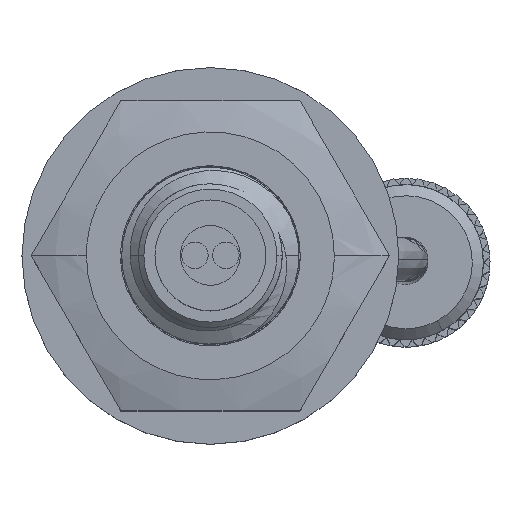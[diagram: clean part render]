
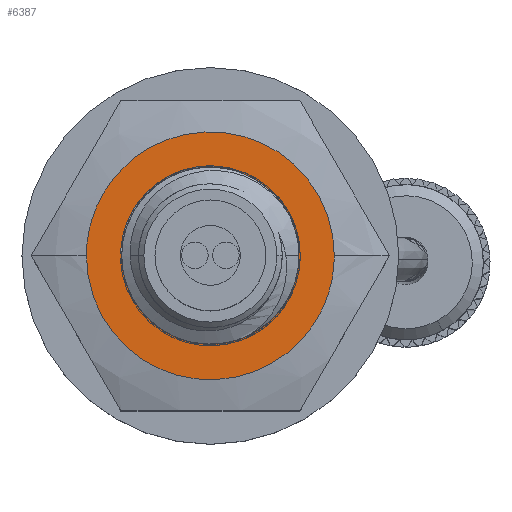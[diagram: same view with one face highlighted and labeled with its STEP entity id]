
A CAD part, top view. The second image highlights one B-rep face of the part: STEP entity #6387.
In plain terms, the highlighted planar face has unit normal (0, 0, 1).
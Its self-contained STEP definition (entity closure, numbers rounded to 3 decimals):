
#78 = ORIENTED_EDGE ( 'NONE', *, *, #2112, .T. ) ;
#212 = CARTESIAN_POINT ( 'NONE',  ( -0.421, 2.003, 1.8 ) ) ;
#282 = EDGE_CURVE ( 'NONE', #28046, #3064, #26623, .T. ) ;
#528 = CARTESIAN_POINT ( 'NONE',  ( 1.195, 1.525, 1.8 ) ) ;
#1033 = CARTESIAN_POINT ( 'NONE',  ( 1.543, 1.021, 1.8 ) ) ;
#1125 = CARTESIAN_POINT ( 'NONE',  ( -1.924, -0.468, 1.8 ) ) ;
#1700 = EDGE_CURVE ( 'NONE', #3064, #6487, #26080, .T. ) ;
#2112 = EDGE_CURVE ( 'NONE', #16269, #8725, #19915, .T. ) ;
#2257 = DIRECTION ( 'NONE',  ( 0., 0., -1. ) ) ;
#2477 = CARTESIAN_POINT ( 'NONE',  ( -0.916, 1.815, 1.8 ) ) ;
#2689 = DIRECTION ( 'NONE',  ( 1., 0., 0. ) ) ;
#2809 = CARTESIAN_POINT ( 'NONE',  ( 1.543, 1.021, 1.8 ) ) ;
#2821 = CARTESIAN_POINT ( 'NONE',  ( 2.796, 0., 1.8 ) ) ;
#3064 = VERTEX_POINT ( 'NONE', #7613 ) ;
#3405 = CARTESIAN_POINT ( 'NONE',  ( -2.021, -0.028, 1.8 ) ) ;
#3742 = CARTESIAN_POINT ( 'NONE',  ( -1.205, -1.404, 1.8 ) ) ;
#3844 = CARTESIAN_POINT ( 'NONE',  ( 0., 0., 1.8 ) ) ;
#3951 = ORIENTED_EDGE ( 'NONE', *, *, #21930, .T. ) ;
#4300 = CARTESIAN_POINT ( 'NONE',  ( -2.796, 0., 1.8 ) ) ;
#4770 = CARTESIAN_POINT ( 'NONE',  ( -1.251, 1.602, 1.8 ) ) ;
#4799 = CARTESIAN_POINT ( 'NONE',  ( -2.025, 0.123, 1.8 ) ) ;
#4879 = CARTESIAN_POINT ( 'NONE',  ( -2.009, 0.389, 1.8 ) ) ;
#4893 = CARTESIAN_POINT ( 'NONE',  ( -2.83, -2.83, 1.8 ) ) ;
#5007 = CARTESIAN_POINT ( 'NONE',  ( 0.26, 2.003, 1.8 ) ) ;
#5559 = ORIENTED_EDGE ( 'NONE', *, *, #7425, .T. ) ;
#6132 = DIRECTION ( 'NONE',  ( 1., 0., 0. ) ) ;
#6387 = ADVANCED_FACE ( 'NONE', ( #19170, #25174 ), #25368, .T. ) ;
#6487 = VERTEX_POINT ( 'NONE', #1033 ) ;
#7067 = CARTESIAN_POINT ( 'NONE',  ( -1.538, 1.33, 1.8 ) ) ;
#7425 = EDGE_CURVE ( 'NONE', #6487, #28047, #12004, .T. ) ;
#7613 = CARTESIAN_POINT ( 'NONE',  ( 0.109, 2.026, 1.8 ) ) ;
#8015 = CARTESIAN_POINT ( 'NONE',  ( -2.796, -5.593, 1.8 ) ) ;
#8725 = VERTEX_POINT ( 'NONE', #10749 ) ;
#8800 = ORIENTED_EDGE ( 'NONE', *, *, #282, .T. ) ;
#9366 = CARTESIAN_POINT ( 'NONE',  ( -1.767, 1.005, 1.8 ) ) ;
#10132 = B_SPLINE_CURVE_WITH_KNOTS ( 'NONE', 3,
 ( #23805, #10199, #26070, #12500, #28357, #14751, #1125, #17061, #3405, #19336 ),
 .UNSPECIFIED., .F., .F.,
 ( 4, 2, 2, 2, 4 ),
 ( 0., 0., 0.001, 0.001, 0.002 ),
 .UNSPECIFIED. ) ;
#10199 = CARTESIAN_POINT ( 'NONE',  ( -1.329, -1.318, 1.8 ) ) ;
#10330 = CARTESIAN_POINT ( 'NONE',  ( 2.796, -5.593, 1.8 ) ) ;
#10749 = CARTESIAN_POINT ( 'NONE',  ( -2.796, 0., 1.8 ) ) ;
#11580 = CARTESIAN_POINT ( 'NONE',  ( 0.109, 2.026, 1.8 ) ) ;
#11901 = CARTESIAN_POINT ( 'NONE',  ( 0.405, 1.963, 1.8 ) ) ;
#12004 = CIRCLE ( 'NONE', #16367, 1.85 ) ;
#12148 = AXIS2_PLACEMENT_3D ( 'NONE', #3844, #19759, #6132 ) ;
#12500 = CARTESIAN_POINT ( 'NONE',  ( -1.64, -0.996, 1.8 ) ) ;
#12519 = CARTESIAN_POINT ( 'NONE',  ( -2.796, 0., 1.8 ) ) ;
#13366 = CARTESIAN_POINT ( 'NONE',  ( 2.796, 5.593, 1.8 ) ) ;
#13864 = CARTESIAN_POINT ( 'NONE',  ( -0.158, 2.04, 1.8 ) ) ;
#14189 = CARTESIAN_POINT ( 'NONE',  ( 0.822, 1.78, 1.8 ) ) ;
#14751 = CARTESIAN_POINT ( 'NONE',  ( -1.868, -0.608, 1.8 ) ) ;
#15025 = EDGE_LOOP ( 'NONE', ( #78, #26789 ) ) ;
#15195 = EDGE_CURVE ( 'NONE', #8725, #16269, #22109, .T. ) ;
#15645 = CARTESIAN_POINT ( 'NONE',  ( 2.796, 0., 1.8 ) ) ;
#15909 = CARTESIAN_POINT ( 'NONE',  ( 0., 0., 1.8 ) ) ;
#16130 = CARTESIAN_POINT ( 'NONE',  ( -0.797, 1.87, 1.8 ) ) ;
#16262 = CARTESIAN_POINT ( 'NONE',  ( 1.85, 0., 1.8 ) ) ;
#16269 = VERTEX_POINT ( 'NONE', #2821 ) ;
#16351 = DIRECTION ( 'NONE',  ( 0., 0., 1. ) ) ;
#16367 = AXIS2_PLACEMENT_3D ( 'NONE', #15909, #2257, #18207 ) ;
#16435 = AXIS2_PLACEMENT_3D ( 'NONE', #4893, #16351, #2689 ) ;
#16458 = CARTESIAN_POINT ( 'NONE',  ( 1.402, 1.293, 1.8 ) ) ;
#16869 = EDGE_CURVE ( 'NONE', #21998, #28046, #10132, .T. ) ;
#17061 = CARTESIAN_POINT ( 'NONE',  ( -2.001, -0.176, 1.8 ) ) ;
#17429 = CIRCLE ( 'NONE', #12148, 1.85 ) ;
#17938 = CARTESIAN_POINT ( 'NONE',  ( -2.796, 5.593, 1.8 ) ) ;
#18207 = DIRECTION ( 'NONE',  ( 1., 0., 0. ) ) ;
#18420 = CARTESIAN_POINT ( 'NONE',  ( -1.143, 1.681, 1.8 ) ) ;
#18528 = ORIENTED_EDGE ( 'NONE', *, *, #16869, .T. ) ;
#19170 = FACE_BOUND ( 'NONE', #19586, .T. ) ;
#19336 = CARTESIAN_POINT ( 'NONE',  ( -2.025, 0.123, 1.8 ) ) ;
#19586 = EDGE_LOOP ( 'NONE', ( #8800, #27284, #5559, #3951, #18528 ) ) ;
#19759 = DIRECTION ( 'NONE',  ( 0., 0., -1. ) ) ;
#19915 =( BOUNDED_CURVE ( )  B_SPLINE_CURVE ( 3, ( #15645, #13366, #17938, #4300 ),
 .UNSPECIFIED., .F., .F. ) 
 B_SPLINE_CURVE_WITH_KNOTS ( ( 4, 4 ),
 ( 0., 0.009 ),
 .UNSPECIFIED. ) 
 CURVE ( )  GEOMETRIC_REPRESENTATION_ITEM ( )  RATIONAL_B_SPLINE_CURVE ( ( 1., 0.333, 0.333, 1. ) ) 
 REPRESENTATION_ITEM ( '' )  );
#20681 = CARTESIAN_POINT ( 'NONE',  ( -1.449, 1.427, 1.8 ) ) ;
#20778 = CARTESIAN_POINT ( 'NONE',  ( -1.94, 0.65, 1.8 ) ) ;
#21930 = EDGE_CURVE ( 'NONE', #28047, #21998, #17429, .T. ) ;
#21998 = VERTEX_POINT ( 'NONE', #3742 ) ;
#22109 =( BOUNDED_CURVE ( )  B_SPLINE_CURVE ( 3, ( #12519, #8015, #10330, #26188 ),
 .UNSPECIFIED., .F., .T. ) 
 B_SPLINE_CURVE_WITH_KNOTS ( ( 4, 4 ),
 ( 0., 0.009 ),
 .UNSPECIFIED. ) 
 CURVE ( )  GEOMETRIC_REPRESENTATION_ITEM ( )  RATIONAL_B_SPLINE_CURVE ( ( 1., 0.333, 0.333, 1. ) ) 
 REPRESENTATION_ITEM ( '' )  );
#22992 = CARTESIAN_POINT ( 'NONE',  ( -1.697, 1.12, 1.8 ) ) ;
#23805 = CARTESIAN_POINT ( 'NONE',  ( -1.205, -1.404, 1.8 ) ) ;
#25174 = FACE_OUTER_BOUND ( 'NONE', #15025, .T. ) ;
#25262 = CARTESIAN_POINT ( 'NONE',  ( -2.025, 0.123, 1.8 ) ) ;
#25368 = PLANE ( 'NONE',  #16435 ) ;
#26070 = CARTESIAN_POINT ( 'NONE',  ( -1.441, -1.219, 1.8 ) ) ;
#26080 = B_SPLINE_CURVE_WITH_KNOTS ( 'NONE', 3,
 ( #27667, #5007, #11901, #27770, #14189, #528, #16458, #2809 ),
 .UNSPECIFIED., .F., .F.,
 ( 4, 2, 2, 4 ),
 ( 0., 0., 0.001, 0.002 ),
 .UNSPECIFIED. ) ;
#26188 = CARTESIAN_POINT ( 'NONE',  ( 2.796, 0., 1.8 ) ) ;
#26623 = B_SPLINE_CURVE_WITH_KNOTS ( 'NONE', 3,
 ( #25262, #4879, #20778, #9366, #22992, #7067, #20681, #4770, #18420, #2477, #16130, #212, #13864, #11580 ),
 .UNSPECIFIED., .F., .F.,
 ( 4, 2, 2, 2, 2, 2, 4 ),
 ( 0., 0.001, 0.001, 0.002, 0.002, 0.002, 0.003 ),
 .UNSPECIFIED. ) ;
#26789 = ORIENTED_EDGE ( 'NONE', *, *, #15195, .T. ) ;
#27284 = ORIENTED_EDGE ( 'NONE', *, *, #1700, .T. ) ;
#27667 = CARTESIAN_POINT ( 'NONE',  ( 0.109, 2.026, 1.8 ) ) ;
#27770 = CARTESIAN_POINT ( 'NONE',  ( 0.685, 1.852, 1.8 ) ) ;
#28046 = VERTEX_POINT ( 'NONE', #4799 ) ;
#28047 = VERTEX_POINT ( 'NONE', #16262 ) ;
#28357 = CARTESIAN_POINT ( 'NONE',  ( -1.727, -0.871, 1.8 ) ) ;
